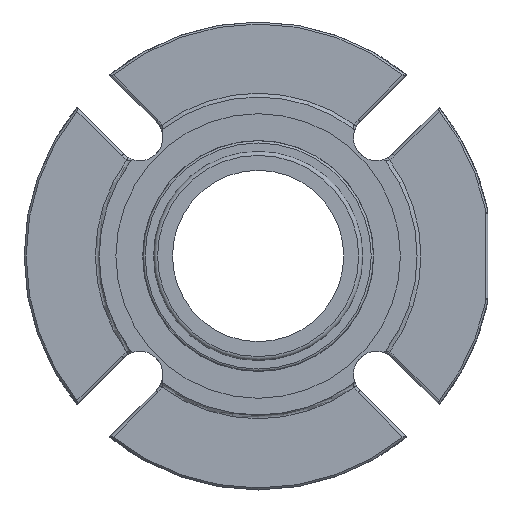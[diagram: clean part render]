
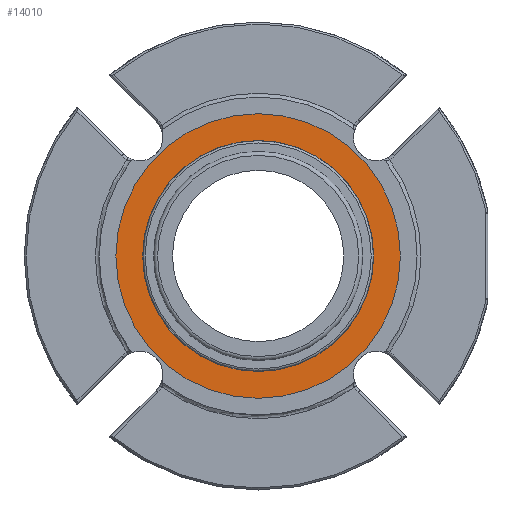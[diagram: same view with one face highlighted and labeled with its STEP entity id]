
A CAD part, left-side view. The second image highlights one B-rep face of the part: STEP entity #14010.
In plain terms, the highlighted planar face has unit normal (-1, 0, 0).
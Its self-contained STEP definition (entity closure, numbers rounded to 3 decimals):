
#1966=PLANE('',#14990);
#4853=ORIENTED_EDGE('',*,*,#6310,.T.);
#4854=ORIENTED_EDGE('',*,*,#6309,.T.);
#6309=EDGE_CURVE('',#7247,#7247,#7714,.F.);
#6310=EDGE_CURVE('',#7248,#7248,#7715,.T.);
#7247=VERTEX_POINT('',#25044);
#7248=VERTEX_POINT('',#25047);
#7714=CIRCLE('',#14989,43.815);
#7715=CIRCLE('',#14991,53.975);
#8406=EDGE_LOOP('',(#4853));
#8407=EDGE_LOOP('',(#4854));
#9106=FACE_BOUND('',#8406,.T.);
#9107=FACE_BOUND('',#8407,.T.);
#14010=ADVANCED_FACE('',(#9106,#9107),#1966,.T.);
#14989=AXIS2_PLACEMENT_3D('',#25043,#17465,#17466);
#14990=AXIS2_PLACEMENT_3D('',#25045,#17467,#17468);
#14991=AXIS2_PLACEMENT_3D('',#25046,#17469,#17470);
#17465=DIRECTION('',(-1.,0.,0.));
#17466=DIRECTION('',(0.,-1.,0.));
#17467=DIRECTION('',(-1.,0.,0.));
#17468=DIRECTION('',(0.,0.,-1.));
#17469=DIRECTION('',(-1.,0.,0.));
#17470=DIRECTION('',(0.,0.,-1.));
#25043=CARTESIAN_POINT('',(-0.508,0.,0.));
#25044=CARTESIAN_POINT('',(-0.508,-43.815,0.));
#25045=CARTESIAN_POINT('',(-0.508,0.,-47.625));
#25046=CARTESIAN_POINT('',(-0.508,0.,0.));
#25047=CARTESIAN_POINT('',(-0.508,0.,-53.975));
